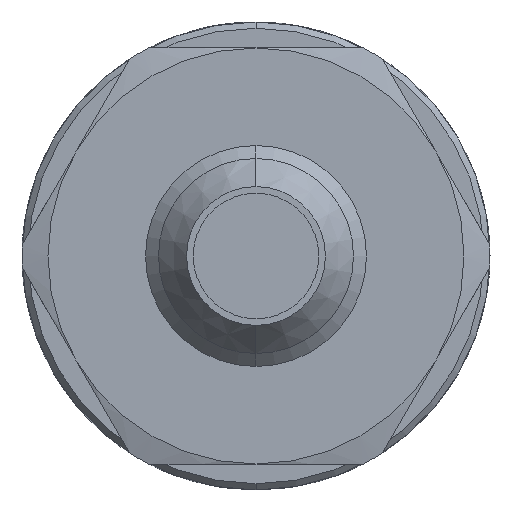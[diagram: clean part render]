
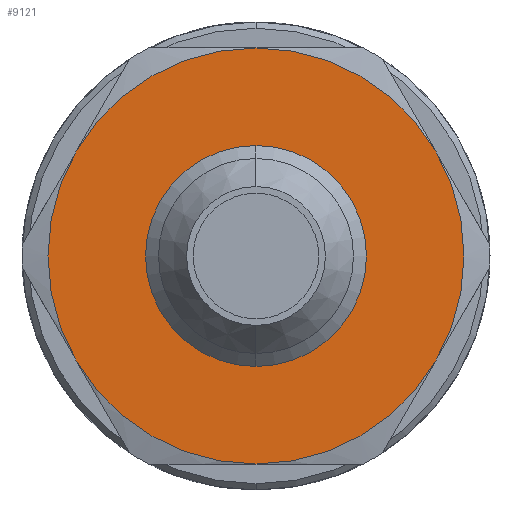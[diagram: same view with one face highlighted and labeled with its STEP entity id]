
A CAD part, left-side view. The second image highlights one B-rep face of the part: STEP entity #9121.
In plain terms, the highlighted planar face has unit normal (-1, 0, 0).
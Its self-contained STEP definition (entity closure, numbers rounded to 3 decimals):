
#39 = ORIENTED_EDGE ( 'NONE', *, *, #909, .F. ) ;
#74 = AXIS2_PLACEMENT_3D ( 'NONE', #10438, #3887, #3079 ) ;
#87 = VERTEX_POINT ( 'NONE', #2642 ) ;
#101 = DIRECTION ( 'NONE',  ( 1., 0., 0. ) ) ;
#113 = CARTESIAN_POINT ( 'NONE',  ( -5.482, 330., 12.7 ) ) ;
#148 = DIRECTION ( 'NONE',  ( 0., 0., -1. ) ) ;
#282 = FACE_BOUND ( 'NONE', #10036, .T. ) ;
#577 = CARTESIAN_POINT ( 'NONE',  ( -5.482, 308.003, 0. ) ) ;
#675 = CARTESIAN_POINT ( 'NONE',  ( -5.482, 286.006, 12.7 ) ) ;
#909 = EDGE_CURVE ( 'NONE', #6325, #1312, #3748, .T. ) ;
#928 = CARTESIAN_POINT ( 'NONE',  ( -5.482, 0., 0. ) ) ;
#957 = AXIS2_PLACEMENT_3D ( 'NONE', #3386, #9043, #148 ) ;
#1099 = CIRCLE ( 'NONE', #7034, 12.789 ) ;
#1312 = VERTEX_POINT ( 'NONE', #9101 ) ;
#1430 = EDGE_CURVE ( 'NONE', #1312, #7643, #3242, .T. ) ;
#1515 = ORIENTED_EDGE ( 'NONE', *, *, #8259, .F. ) ;
#1851 = CARTESIAN_POINT ( 'NONE',  ( -5.482, 308.003, 0. ) ) ;
#1902 = PLANE ( 'NONE',  #8161 ) ;
#2220 = CIRCLE ( 'NONE', #957, 25.4 ) ;
#2465 = FACE_OUTER_BOUND ( 'NONE', #9665, .T. ) ;
#2584 = DIRECTION ( 'NONE',  ( 1., 0., 0. ) ) ;
#2642 = CARTESIAN_POINT ( 'NONE',  ( -5.482, 330., -12.7 ) ) ;
#2713 = AXIS2_PLACEMENT_3D ( 'NONE', #1851, #101, #7493 ) ;
#2974 = CIRCLE ( 'NONE', #10085, 25.4 ) ;
#3079 = DIRECTION ( 'NONE',  ( 0., 0., -1. ) ) ;
#3242 = CIRCLE ( 'NONE', #3807, 25.4 ) ;
#3269 = CARTESIAN_POINT ( 'NONE',  ( -5.482, 308.003, -25.4 ) ) ;
#3386 = CARTESIAN_POINT ( 'NONE',  ( -5.482, 308.003, 0. ) ) ;
#3469 = CARTESIAN_POINT ( 'NONE',  ( -5.482, 308.003, 0. ) ) ;
#3516 = DIRECTION ( 'NONE',  ( 1., 0., 0. ) ) ;
#3717 = ORIENTED_EDGE ( 'NONE', *, *, #8564, .F. ) ;
#3727 = ORIENTED_EDGE ( 'NONE', *, *, #3840, .T. ) ;
#3748 = CIRCLE ( 'NONE', #74, 25.4 ) ;
#3807 = AXIS2_PLACEMENT_3D ( 'NONE', #6043, #10084, #7671 ) ;
#3840 = EDGE_CURVE ( 'NONE', #8551, #8313, #5798, .T. ) ;
#3871 = CARTESIAN_POINT ( 'NONE',  ( -5.482, 308.003, 12.789 ) ) ;
#3887 = DIRECTION ( 'NONE',  ( 1., 0., 0. ) ) ;
#4066 = ORIENTED_EDGE ( 'NONE', *, *, #5055, .F. ) ;
#4355 = CIRCLE ( 'NONE', #8224, 25.4 ) ;
#4434 = DIRECTION ( 'NONE',  ( 0., 0., -1. ) ) ;
#4723 = DIRECTION ( 'NONE',  ( 1., 0., 0. ) ) ;
#5055 = EDGE_CURVE ( 'NONE', #87, #8359, #5413, .T. ) ;
#5083 = EDGE_CURVE ( 'NONE', #8313, #8551, #1099, .T. ) ;
#5413 = CIRCLE ( 'NONE', #2713, 25.4 ) ;
#5798 = CIRCLE ( 'NONE', #6010, 12.789 ) ;
#5800 = VERTEX_POINT ( 'NONE', #7609 ) ;
#6010 = AXIS2_PLACEMENT_3D ( 'NONE', #6620, #3516, #6720 ) ;
#6043 = CARTESIAN_POINT ( 'NONE',  ( -5.482, 308.003, 0. ) ) ;
#6325 = VERTEX_POINT ( 'NONE', #675 ) ;
#6387 = DIRECTION ( 'NONE',  ( 0., 0., -1. ) ) ;
#6620 = CARTESIAN_POINT ( 'NONE',  ( -5.482, 308.003, 0. ) ) ;
#6720 = DIRECTION ( 'NONE',  ( 0., 0., -1. ) ) ;
#6726 = CARTESIAN_POINT ( 'NONE',  ( -5.482, 308.003, -12.789 ) ) ;
#7021 = DIRECTION ( 'NONE',  ( 0., 0., -1. ) ) ;
#7034 = AXIS2_PLACEMENT_3D ( 'NONE', #3469, #9099, #9064 ) ;
#7493 = DIRECTION ( 'NONE',  ( 0., 0., -1. ) ) ;
#7609 = CARTESIAN_POINT ( 'NONE',  ( -5.482, 308.003, 25.4 ) ) ;
#7643 = VERTEX_POINT ( 'NONE', #3269 ) ;
#7671 = DIRECTION ( 'NONE',  ( 0., 0., -1. ) ) ;
#8161 = AXIS2_PLACEMENT_3D ( 'NONE', #928, #2584, #4434 ) ;
#8224 = AXIS2_PLACEMENT_3D ( 'NONE', #577, #4723, #7021 ) ;
#8259 = EDGE_CURVE ( 'NONE', #7643, #87, #4355, .T. ) ;
#8313 = VERTEX_POINT ( 'NONE', #3871 ) ;
#8355 = EDGE_CURVE ( 'NONE', #5800, #6325, #2220, .T. ) ;
#8359 = VERTEX_POINT ( 'NONE', #113 ) ;
#8488 = ORIENTED_EDGE ( 'NONE', *, *, #8355, .F. ) ;
#8551 = VERTEX_POINT ( 'NONE', #6726 ) ;
#8564 = EDGE_CURVE ( 'NONE', #8359, #5800, #2974, .T. ) ;
#9043 = DIRECTION ( 'NONE',  ( 1., 0., 0. ) ) ;
#9064 = DIRECTION ( 'NONE',  ( 0., 0., -1. ) ) ;
#9099 = DIRECTION ( 'NONE',  ( 1., 0., 0. ) ) ;
#9101 = CARTESIAN_POINT ( 'NONE',  ( -5.482, 286.006, -12.7 ) ) ;
#9121 = ADVANCED_FACE ( 'NONE', ( #2465, #282 ), #1902, .F. ) ;
#9185 = CARTESIAN_POINT ( 'NONE',  ( -5.482, 308.003, 0. ) ) ;
#9305 = ORIENTED_EDGE ( 'NONE', *, *, #1430, .F. ) ;
#9649 = DIRECTION ( 'NONE',  ( 1., 0., 0. ) ) ;
#9665 = EDGE_LOOP ( 'NONE', ( #1515, #9305, #39, #8488, #3717, #4066 ) ) ;
#10036 = EDGE_LOOP ( 'NONE', ( #3727, #10335 ) ) ;
#10084 = DIRECTION ( 'NONE',  ( 1., 0., 0. ) ) ;
#10085 = AXIS2_PLACEMENT_3D ( 'NONE', #9185, #9649, #6387 ) ;
#10335 = ORIENTED_EDGE ( 'NONE', *, *, #5083, .T. ) ;
#10438 = CARTESIAN_POINT ( 'NONE',  ( -5.482, 308.003, 0. ) ) ;
